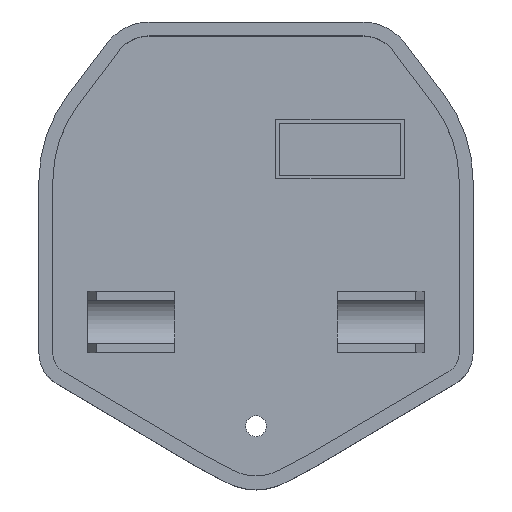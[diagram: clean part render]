
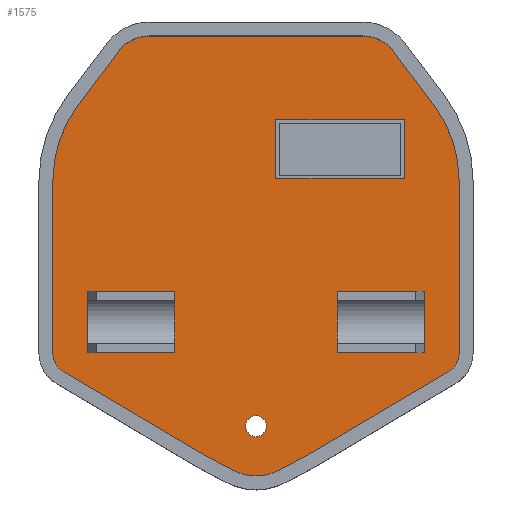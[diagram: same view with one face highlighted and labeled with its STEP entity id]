
A CAD part, top view. The second image highlights one B-rep face of the part: STEP entity #1575.
In plain terms, the highlighted planar face has unit normal (0, 0, 1).
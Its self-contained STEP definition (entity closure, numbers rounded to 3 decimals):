
#36=CIRCLE('',#1676,14.4);
#37=CIRCLE('',#1677,6.);
#38=CIRCLE('',#1678,36.5);
#39=CIRCLE('',#1679,11.);
#40=CIRCLE('',#1680,11.);
#41=CIRCLE('',#1681,36.5);
#42=CIRCLE('',#1682,6.);
#43=CIRCLE('',#1683,3.);
#79=FACE_BOUND('',#188,.T.);
#80=FACE_BOUND('',#189,.T.);
#81=FACE_BOUND('',#190,.T.);
#82=FACE_BOUND('',#191,.T.);
#100=FACE_OUTER_BOUND('',#187,.T.);
#187=EDGE_LOOP('',(#1079,#1080,#1081,#1082,#1083,#1084,#1085,#1086,#1087,
#1088,#1089,#1090,#1091,#1092,#1093,#1094));
#188=EDGE_LOOP('',(#1095,#1096,#1097,#1098));
#189=EDGE_LOOP('',(#1099,#1100,#1101,#1102));
#190=EDGE_LOOP('',(#1103));
#191=EDGE_LOOP('',(#1104,#1105,#1106,#1107));
#288=LINE('',#2269,#477);
#292=LINE('',#2277,#481);
#295=LINE('',#2283,#484);
#298=LINE('',#2288,#487);
#300=LINE('',#2296,#489);
#301=LINE('',#2298,#490);
#302=LINE('',#2302,#491);
#303=LINE('',#2306,#492);
#304=LINE('',#2310,#493);
#305=LINE('',#2314,#494);
#306=LINE('',#2318,#495);
#307=LINE('',#2322,#496);
#308=LINE('',#2323,#497);
#309=LINE('',#2326,#498);
#310=LINE('',#2328,#499);
#311=LINE('',#2330,#500);
#312=LINE('',#2331,#501);
#313=LINE('',#2334,#502);
#314=LINE('',#2336,#503);
#315=LINE('',#2338,#504);
#316=LINE('',#2339,#505);
#477=VECTOR('',#1818,10.);
#481=VECTOR('',#1824,10.);
#484=VECTOR('',#1829,10.);
#487=VECTOR('',#1834,10.);
#489=VECTOR('',#1842,10.);
#490=VECTOR('',#1843,10.);
#491=VECTOR('',#1846,10.);
#492=VECTOR('',#1849,10.);
#493=VECTOR('',#1852,10.);
#494=VECTOR('',#1855,10.);
#495=VECTOR('',#1858,10.);
#496=VECTOR('',#1861,10.);
#497=VECTOR('',#1862,10.);
#498=VECTOR('',#1863,10.);
#499=VECTOR('',#1864,10.);
#500=VECTOR('',#1865,10.);
#501=VECTOR('',#1866,10.);
#502=VECTOR('',#1867,10.);
#503=VECTOR('',#1868,10.);
#504=VECTOR('',#1869,10.);
#505=VECTOR('',#1870,10.);
#662=VERTEX_POINT('',#2267);
#663=VERTEX_POINT('',#2268);
#666=VERTEX_POINT('',#2276);
#668=VERTEX_POINT('',#2282);
#670=VERTEX_POINT('',#2292);
#671=VERTEX_POINT('',#2293);
#672=VERTEX_POINT('',#2295);
#673=VERTEX_POINT('',#2297);
#674=VERTEX_POINT('',#2299);
#675=VERTEX_POINT('',#2301);
#676=VERTEX_POINT('',#2303);
#677=VERTEX_POINT('',#2305);
#678=VERTEX_POINT('',#2307);
#679=VERTEX_POINT('',#2309);
#680=VERTEX_POINT('',#2311);
#681=VERTEX_POINT('',#2313);
#682=VERTEX_POINT('',#2315);
#683=VERTEX_POINT('',#2317);
#684=VERTEX_POINT('',#2319);
#685=VERTEX_POINT('',#2321);
#686=VERTEX_POINT('',#2324);
#687=VERTEX_POINT('',#2325);
#688=VERTEX_POINT('',#2327);
#689=VERTEX_POINT('',#2329);
#690=VERTEX_POINT('',#2332);
#691=VERTEX_POINT('',#2333);
#692=VERTEX_POINT('',#2335);
#693=VERTEX_POINT('',#2337);
#694=VERTEX_POINT('',#2340);
#820=EDGE_CURVE('',#662,#663,#288,.T.);
#824=EDGE_CURVE('',#663,#666,#292,.T.);
#827=EDGE_CURVE('',#666,#668,#295,.T.);
#830=EDGE_CURVE('',#668,#662,#298,.T.);
#832=EDGE_CURVE('',#670,#671,#36,.T.);
#833=EDGE_CURVE('',#672,#670,#300,.T.);
#834=EDGE_CURVE('',#673,#672,#301,.T.);
#835=EDGE_CURVE('',#674,#673,#37,.T.);
#836=EDGE_CURVE('',#675,#674,#302,.T.);
#837=EDGE_CURVE('',#676,#675,#38,.T.);
#838=EDGE_CURVE('',#677,#676,#303,.T.);
#839=EDGE_CURVE('',#678,#677,#39,.T.);
#840=EDGE_CURVE('',#679,#678,#304,.T.);
#841=EDGE_CURVE('',#680,#679,#40,.T.);
#842=EDGE_CURVE('',#681,#680,#305,.T.);
#843=EDGE_CURVE('',#682,#681,#41,.T.);
#844=EDGE_CURVE('',#683,#682,#306,.T.);
#845=EDGE_CURVE('',#684,#683,#42,.T.);
#846=EDGE_CURVE('',#685,#684,#307,.T.);
#847=EDGE_CURVE('',#671,#685,#308,.T.);
#848=EDGE_CURVE('',#686,#687,#309,.T.);
#849=EDGE_CURVE('',#687,#688,#310,.T.);
#850=EDGE_CURVE('',#688,#689,#311,.T.);
#851=EDGE_CURVE('',#689,#686,#312,.T.);
#852=EDGE_CURVE('',#690,#691,#313,.T.);
#853=EDGE_CURVE('',#691,#692,#314,.T.);
#854=EDGE_CURVE('',#692,#693,#315,.T.);
#855=EDGE_CURVE('',#693,#690,#316,.T.);
#856=EDGE_CURVE('',#694,#694,#43,.T.);
#1079=ORIENTED_EDGE('',*,*,#832,.F.);
#1080=ORIENTED_EDGE('',*,*,#833,.F.);
#1081=ORIENTED_EDGE('',*,*,#834,.F.);
#1082=ORIENTED_EDGE('',*,*,#835,.F.);
#1083=ORIENTED_EDGE('',*,*,#836,.F.);
#1084=ORIENTED_EDGE('',*,*,#837,.F.);
#1085=ORIENTED_EDGE('',*,*,#838,.F.);
#1086=ORIENTED_EDGE('',*,*,#839,.F.);
#1087=ORIENTED_EDGE('',*,*,#840,.F.);
#1088=ORIENTED_EDGE('',*,*,#841,.F.);
#1089=ORIENTED_EDGE('',*,*,#842,.F.);
#1090=ORIENTED_EDGE('',*,*,#843,.F.);
#1091=ORIENTED_EDGE('',*,*,#844,.F.);
#1092=ORIENTED_EDGE('',*,*,#845,.F.);
#1093=ORIENTED_EDGE('',*,*,#846,.F.);
#1094=ORIENTED_EDGE('',*,*,#847,.F.);
#1095=ORIENTED_EDGE('',*,*,#848,.T.);
#1096=ORIENTED_EDGE('',*,*,#849,.T.);
#1097=ORIENTED_EDGE('',*,*,#850,.T.);
#1098=ORIENTED_EDGE('',*,*,#851,.T.);
#1099=ORIENTED_EDGE('',*,*,#852,.T.);
#1100=ORIENTED_EDGE('',*,*,#853,.T.);
#1101=ORIENTED_EDGE('',*,*,#854,.T.);
#1102=ORIENTED_EDGE('',*,*,#855,.T.);
#1103=ORIENTED_EDGE('',*,*,#856,.T.);
#1104=ORIENTED_EDGE('',*,*,#820,.T.);
#1105=ORIENTED_EDGE('',*,*,#824,.T.);
#1106=ORIENTED_EDGE('',*,*,#827,.T.);
#1107=ORIENTED_EDGE('',*,*,#830,.T.);
#1510=PLANE('',#1675);
#1575=ADVANCED_FACE('',(#100,#79,#80,#81,#82),#1510,.T.);
#1675=AXIS2_PLACEMENT_3D('',#2291,#1838,#1839);
#1676=AXIS2_PLACEMENT_3D('',#2294,#1840,#1841);
#1677=AXIS2_PLACEMENT_3D('',#2300,#1844,#1845);
#1678=AXIS2_PLACEMENT_3D('',#2304,#1847,#1848);
#1679=AXIS2_PLACEMENT_3D('',#2308,#1850,#1851);
#1680=AXIS2_PLACEMENT_3D('',#2312,#1853,#1854);
#1681=AXIS2_PLACEMENT_3D('',#2316,#1856,#1857);
#1682=AXIS2_PLACEMENT_3D('',#2320,#1859,#1860);
#1683=AXIS2_PLACEMENT_3D('',#2341,#1871,#1872);
#1818=DIRECTION('',(0.,-1.,0.));
#1824=DIRECTION('',(-1.,0.,0.));
#1829=DIRECTION('',(0.,1.,0.));
#1834=DIRECTION('',(1.,0.,0.));
#1838=DIRECTION('center_axis',(0.,0.,1.));
#1839=DIRECTION('ref_axis',(1.,0.,0.));
#1840=DIRECTION('center_axis',(0.,0.,-1.));
#1841=DIRECTION('ref_axis',(-0.472,-0.882,0.));
#1842=DIRECTION('',(-0.882,-0.472,0.));
#1843=DIRECTION('',(-0.861,-0.509,0.));
#1844=DIRECTION('center_axis',(0.,0.,-1.));
#1845=DIRECTION('ref_axis',(0.,-1.,0.));
#1846=DIRECTION('',(0.,-1.,0.));
#1847=DIRECTION('center_axis',(0.,0.,-1.));
#1848=DIRECTION('ref_axis',(1.,0.,0.));
#1849=DIRECTION('',(0.603,-0.797,0.));
#1850=DIRECTION('center_axis',(0.,0.,-1.));
#1851=DIRECTION('ref_axis',(0.797,0.603,0.));
#1852=DIRECTION('',(1.,0.,0.));
#1853=DIRECTION('center_axis',(0.,0.,-1.));
#1854=DIRECTION('ref_axis',(0.,1.,0.));
#1855=DIRECTION('',(0.603,0.797,0.));
#1856=DIRECTION('center_axis',(0.,0.,-1.));
#1857=DIRECTION('ref_axis',(-0.797,0.603,0.));
#1858=DIRECTION('',(0.,1.,0.));
#1859=DIRECTION('center_axis',(0.,0.,-1.));
#1860=DIRECTION('ref_axis',(-1.,0.,0.));
#1861=DIRECTION('',(-0.861,0.509,0.));
#1862=DIRECTION('',(-0.882,0.472,0.));
#1863=DIRECTION('',(0.,1.,0.));
#1864=DIRECTION('',(1.,0.,0.));
#1865=DIRECTION('',(0.,-1.,0.));
#1866=DIRECTION('',(-1.,0.,0.));
#1867=DIRECTION('',(0.,-1.,0.));
#1868=DIRECTION('',(-1.,0.,0.));
#1869=DIRECTION('',(0.,1.,0.));
#1870=DIRECTION('',(1.,0.,0.));
#1871=DIRECTION('center_axis',(0.,0.,-1.));
#1872=DIRECTION('ref_axis',(1.,0.,0.));
#2267=CARTESIAN_POINT('',(42.742,88.281,-26.));
#2268=CARTESIAN_POINT('',(42.742,71.281,-26.));
#2269=CARTESIAN_POINT('',(42.742,60.165,-26.));
#2276=CARTESIAN_POINT('',(5.743,71.281,-26.));
#2277=CARTESIAN_POINT('',(2.871,71.281,-26.));
#2282=CARTESIAN_POINT('',(5.743,88.281,-26.));
#2283=CARTESIAN_POINT('',(5.743,68.665,-26.));
#2288=CARTESIAN_POINT('',(21.371,88.281,-26.));
#2291=CARTESIAN_POINT('Origin',(0.,49.05,
-26.));
#2292=CARTESIAN_POINT('',(6.792,-12.697,-26.));
#2293=CARTESIAN_POINT('',(-6.792,-12.697,-26.));
#2294=CARTESIAN_POINT('Origin',(0.,0.,-26.));
#2295=CARTESIAN_POINT('',(15.745,-7.908,-26.));
#2296=CARTESIAN_POINT('',(21.508,-4.825,-26.));
#2297=CARTESIAN_POINT('',(55.631,15.694,-26.));
#2298=CARTESIAN_POINT('',(42.339,7.829,-26.));
#2299=CARTESIAN_POINT('',(58.575,20.858,-26.));
#2300=CARTESIAN_POINT('Origin',(52.575,20.858,-26.));
#2301=CARTESIAN_POINT('',(58.575,70.789,-26.));
#2302=CARTESIAN_POINT('',(58.575,59.92,-26.));
#2303=CARTESIAN_POINT('',(51.182,92.813,-26.));
#2304=CARTESIAN_POINT('Origin',(22.075,70.789,-26.));
#2305=CARTESIAN_POINT('',(39.586,108.137,-26.));
#2306=CARTESIAN_POINT('',(46.596,98.874,-26.));
#2307=CARTESIAN_POINT('',(30.815,112.5,-26.));
#2308=CARTESIAN_POINT('Origin',(30.815,101.5,-26.));
#2309=CARTESIAN_POINT('',(-30.815,112.5,-26.));
#2310=CARTESIAN_POINT('',(-15.407,112.5,-26.));
#2311=CARTESIAN_POINT('',(-39.586,108.137,-26.));
#2312=CARTESIAN_POINT('Origin',(-30.815,101.5,-26.));
#2313=CARTESIAN_POINT('',(-51.182,92.813,-26.));
#2314=CARTESIAN_POINT('',(-52.393,91.212,-26.));
#2315=CARTESIAN_POINT('',(-58.575,70.789,-26.));
#2316=CARTESIAN_POINT('Origin',(-22.075,70.789,-26.));
#2317=CARTESIAN_POINT('',(-58.575,20.858,-26.));
#2318=CARTESIAN_POINT('',(-58.575,34.954,-26.));
#2319=CARTESIAN_POINT('',(-55.631,15.694,-26.));
#2320=CARTESIAN_POINT('Origin',(-52.575,20.858,-26.));
#2321=CARTESIAN_POINT('',(-15.745,-7.908,-26.));
#2322=CARTESIAN_POINT('',(-22.359,-3.994,-26.));
#2323=CARTESIAN_POINT('',(-16.993,-7.24,-26.));
#2324=CARTESIAN_POINT('',(23.5,21.125,-26.));
#2325=CARTESIAN_POINT('',(23.5,38.875,-26.));
#2326=CARTESIAN_POINT('',(23.5,42.663,-26.));
#2327=CARTESIAN_POINT('',(48.5,38.875,-26.));
#2328=CARTESIAN_POINT('',(11.75,38.875,-26.));
#2329=CARTESIAN_POINT('',(48.5,21.125,-26.));
#2330=CARTESIAN_POINT('',(48.5,42.663,-26.));
#2331=CARTESIAN_POINT('',(24.25,21.125,-26.));
#2332=CARTESIAN_POINT('',(-23.5,38.875,-26.));
#2333=CARTESIAN_POINT('',(-23.5,21.125,-26.));
#2334=CARTESIAN_POINT('',(-23.5,42.663,-26.));
#2335=CARTESIAN_POINT('',(-48.5,21.125,-26.));
#2336=CARTESIAN_POINT('',(-24.25,21.125,-26.));
#2337=CARTESIAN_POINT('',(-48.5,38.875,-26.));
#2338=CARTESIAN_POINT('',(-48.5,42.663,-26.));
#2339=CARTESIAN_POINT('',(-11.75,38.875,-26.));
#2340=CARTESIAN_POINT('',(-3.,0.,-26.));
#2341=CARTESIAN_POINT('Origin',(0.,0.,-26.));
